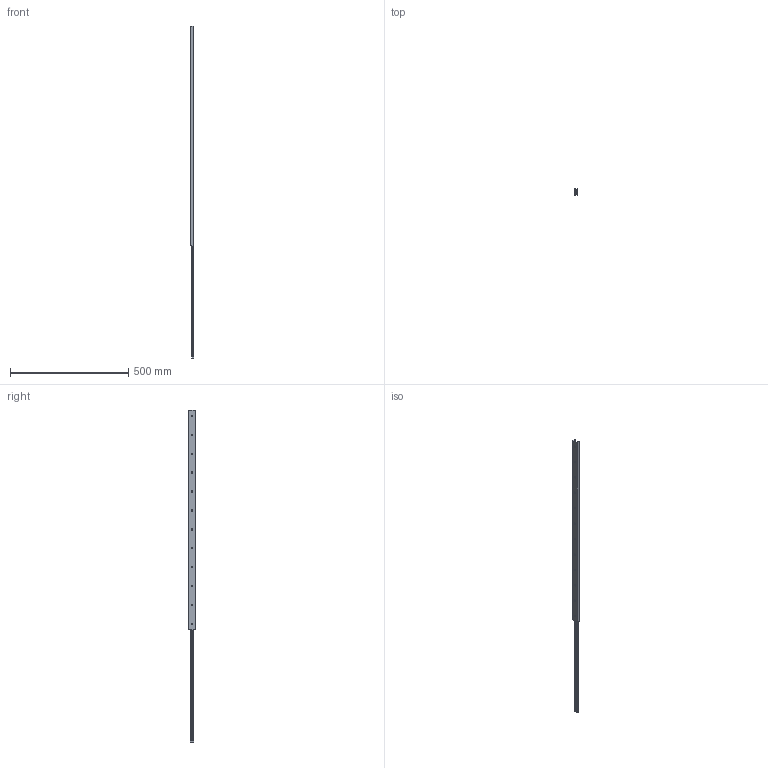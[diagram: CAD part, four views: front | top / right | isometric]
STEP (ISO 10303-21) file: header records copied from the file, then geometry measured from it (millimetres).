
FILE_DESCRIPTION (( 'STEP AP214' ), '1' );
FILE_NAME ('FR 5328_0930mm_37inch_open Rear.STEP', '2022-10-17T12:09:48', ( '' ), ( '' ), 'SwSTEP 2.0', 'SolidWorks 2020', '' );
FILE_SCHEMA (( 'AUTOMOTIVE_DESIGN' ));
Length unit declared in the file: millimetre
Products named in the file (5): 5328.XXX-03.T091_NL  930; FR 5328_0930mm_37inch_open Rear; 5328.XXX-01.T091_NL  930
Assembly tree (4 placements, depth 3):
  FR 5328_0930mm_37inch_open Rear
    5328.XXX-01.T091_NL  930
      5328.XXX-01.T091_NL  930
    5328.XXX-03.T091_NL  930
      5328.XXX-03.T091_NL  930
Bounding box: 13 x 28 x 1405 mm (x, y, z)
Volume: 239044.6 mm3; surface area: 130417.4 mm2
Topology: 2 solids, 2 shells, 146 faces, 378 edges, 236 vertices
Faces by surface type: cylinder 76, cone 48, plane 22
Entity records: 5020 total; most frequent: DIRECTION 888, CARTESIAN_POINT 769, ORIENTED_EDGE 756, EDGE_CURVE 378, AXIS2_PLACEMENT_3D 355, VERTEX_POINT 236, CIRCLE 200, EDGE_LOOP 194
